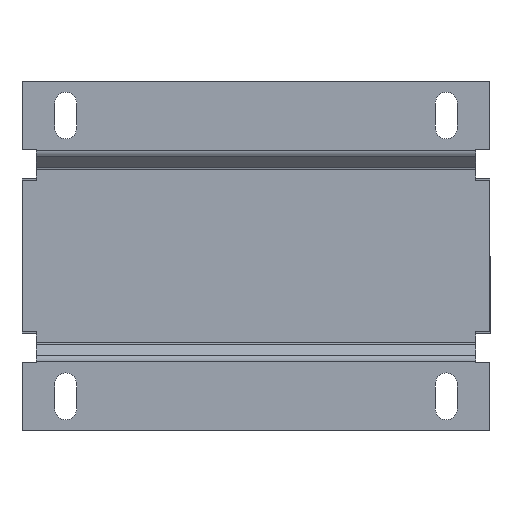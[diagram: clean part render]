
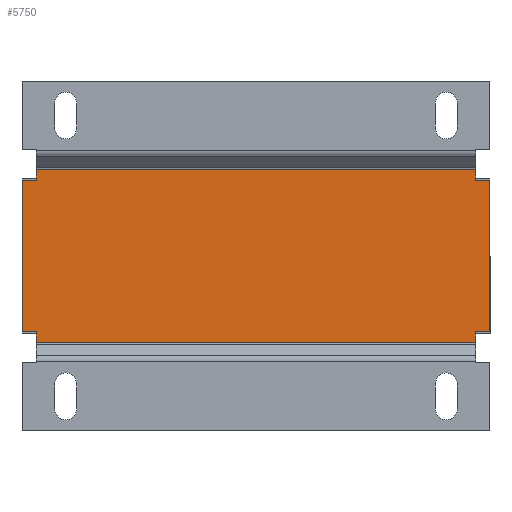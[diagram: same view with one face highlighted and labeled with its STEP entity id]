
A CAD part, front view. The second image highlights one B-rep face of the part: STEP entity #5750.
In plain terms, the highlighted planar face has unit normal (0, -1, 0).
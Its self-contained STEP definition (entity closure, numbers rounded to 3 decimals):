
#84 = CARTESIAN_POINT ( 'NONE',  ( -75., -64.5, -56. ) ) ;
#109 = CARTESIAN_POINT ( 'NONE',  ( 75., -64.5, -24.25 ) ) ;
#160 = DIRECTION ( 'NONE',  ( 0., 0., 1. ) ) ;
#182 = CARTESIAN_POINT ( 'NONE',  ( 0., -64.5, 24.25 ) ) ;
#185 = LINE ( 'NONE', #182, #856 ) ;
#188 = LINE ( 'NONE', #5534, #3140 ) ;
#193 = CARTESIAN_POINT ( 'NONE',  ( 0., -64.5, -27.757 ) ) ;
#274 = CARTESIAN_POINT ( 'NONE',  ( -75., -64.5, 24.25 ) ) ;
#280 = DIRECTION ( 'NONE',  ( 0., 0., -1. ) ) ;
#343 = CARTESIAN_POINT ( 'NONE',  ( 0., -64.5, 0. ) ) ;
#427 = ORIENTED_EDGE ( 'NONE', *, *, #2463, .F. ) ;
#530 = ORIENTED_EDGE ( 'NONE', *, *, #6728, .T. ) ;
#599 = VERTEX_POINT ( 'NONE', #3786 ) ;
#856 = VECTOR ( 'NONE', #3240, 1000. ) ;
#930 = EDGE_CURVE ( 'Defeature ausgef�hrt1_88+Defeature ausgef�hrt1_61+Defeature ausgef�hrt1_76+Defeature ausgef�hrt1_62', #5181, #7679, #1348, .T. ) ;
#982 = ORIENTED_EDGE ( 'NONE', *, *, #3802, .T. ) ;
#1101 = DIRECTION ( 'NONE',  ( 0., 0., 1. ) ) ;
#1168 = EDGE_CURVE ( 'Defeature ausgef�hrt1_88+Defeature ausgef�hrt1_64+Defeature ausgef�hrt1_85+Defeature ausgef�hrt1_65', #2419, #2859, #2679, .T. ) ;
#1202 = ORIENTED_EDGE ( 'NONE', *, *, #2566, .T. ) ;
#1242 = VECTOR ( 'NONE', #160, 1000. ) ;
#1325 = EDGE_CURVE ( 'Defeature ausgef�hrt1_91+Defeature ausgef�hrt1_88+Defeature ausgef�hrt1_59+Defeature ausgef�hrt1_65', #3335, #1658, #5718, .T. ) ;
#1348 = LINE ( 'NONE', #7186, #7806 ) ;
#1380 = DIRECTION ( 'NONE',  ( 1., 0., 0. ) ) ;
#1398 = ORIENTED_EDGE ( 'NONE', *, *, #4763, .T. ) ;
#1473 = VERTEX_POINT ( 'NONE', #6089 ) ;
#1546 = CARTESIAN_POINT ( 'NONE',  ( 0., -64.5, 24.25 ) ) ;
#1624 = LINE ( 'NONE', #84, #1242 ) ;
#1631 = CARTESIAN_POINT ( 'NONE',  ( 0., -64.5, -24.25 ) ) ;
#1658 = VERTEX_POINT ( 'NONE', #109 ) ;
#1713 = CARTESIAN_POINT ( 'NONE',  ( 70.5, -64.5, 0. ) ) ;
#1720 = CARTESIAN_POINT ( 'NONE',  ( 0., -64.5, -24.25 ) ) ;
#1979 = ORIENTED_EDGE ( 'NONE', *, *, #1325, .F. ) ;
#2049 = DIRECTION ( 'NONE',  ( 0., 0., 1. ) ) ;
#2180 = CARTESIAN_POINT ( 'NONE',  ( 0., -64.5, 27.757 ) ) ;
#2242 = DIRECTION ( 'NONE',  ( 1., 0., 0. ) ) ;
#2317 = VECTOR ( 'NONE', #5782, 1000. ) ;
#2326 = DIRECTION ( 'NONE',  ( 1., 0., 0. ) ) ;
#2419 = VERTEX_POINT ( 'NONE', #6967 ) ;
#2463 = EDGE_CURVE ( 'Defeature ausgef�hrt1_76+Defeature ausgef�hrt1_88+Defeature ausgef�hrt1_61+Defeature ausgef�hrt1_57', #5181, #6721, #3688, .T. ) ;
#2550 = ORIENTED_EDGE ( 'NONE', *, *, #1168, .T. ) ;
#2566 = EDGE_CURVE ( 'Defeature ausgef�hrt1_88+Defeature ausgef�hrt1_65+Defeature ausgef�hrt1_64+Defeature ausgef�hrt1_91', #2859, #1658, #4829, .T. ) ;
#2672 = ORIENTED_EDGE ( 'NONE', *, *, #930, .T. ) ;
#2679 = LINE ( 'NONE', #7429, #4199 ) ;
#2859 = VERTEX_POINT ( 'NONE', #4815 ) ;
#2950 = LINE ( 'NONE', #1713, #5807 ) ;
#3140 = VECTOR ( 'NONE', #7273, 1000. ) ;
#3240 = DIRECTION ( 'NONE',  ( -1., 0., 0. ) ) ;
#3335 = VERTEX_POINT ( 'NONE', #5542 ) ;
#3373 = VERTEX_POINT ( 'NONE', #4109 ) ;
#3402 = FACE_OUTER_BOUND ( 'NONE', #3799, .T. ) ;
#3448 = ORIENTED_EDGE ( 'NONE', *, *, #3936, .T. ) ;
#3517 = VECTOR ( 'NONE', #2326, 1000. ) ;
#3656 = CARTESIAN_POINT ( 'NONE',  ( -70.5, -64.5, 27.757 ) ) ;
#3688 = LINE ( 'NONE', #2180, #7864 ) ;
#3697 = EDGE_CURVE ( 'Defeature ausgef�hrt1_88+Defeature ausgef�hrt1_56+Defeature ausgef�hrt1_89+Defeature ausgef�hrt1_54', #3373, #1473, #7698, .T. ) ;
#3718 = VECTOR ( 'NONE', #280, 1000. ) ;
#3786 = CARTESIAN_POINT ( 'NONE',  ( 70.5, -64.5, 24.25 ) ) ;
#3799 = EDGE_LOOP ( 'NONE', ( #1398, #982, #427, #2672, #6876, #5206, #4762, #3448, #530, #2550, #1202, #1979 ) ) ;
#3802 = EDGE_CURVE ( 'Defeature ausgef�hrt1_88+Defeature ausgef�hrt1_57+Defeature ausgef�hrt1_59+Defeature ausgef�hrt1_76', #599, #6721, #2950, .T. ) ;
#3936 = EDGE_CURVE ( 'Defeature ausgef�hrt1_88+Defeature ausgef�hrt1_54+Defeature ausgef�hrt1_56+Defeature ausgef�hrt1_85', #1473, #5895, #188, .T. ) ;
#4055 = EDGE_CURVE ( 'Defeature ausgef�hrt1_89+Defeature ausgef�hrt1_88+Defeature ausgef�hrt1_56+Defeature ausgef�hrt1_62', #3373, #4261, #1624, .T. ) ;
#4109 = CARTESIAN_POINT ( 'NONE',  ( -75., -64.5, -24.25 ) ) ;
#4199 = VECTOR ( 'NONE', #2049, 1000. ) ;
#4261 = VERTEX_POINT ( 'NONE', #274 ) ;
#4762 = ORIENTED_EDGE ( 'NONE', *, *, #3697, .T. ) ;
#4763 = EDGE_CURVE ( 'Defeature ausgef�hrt1_88+Defeature ausgef�hrt1_59+Defeature ausgef�hrt1_91+Defeature ausgef�hrt1_57', #3335, #599, #185, .T. ) ;
#4815 = CARTESIAN_POINT ( 'NONE',  ( 70.5, -64.5, -24.25 ) ) ;
#4829 = LINE ( 'NONE', #1720, #3517 ) ;
#5181 = VERTEX_POINT ( 'NONE', #3656 ) ;
#5206 = ORIENTED_EDGE ( 'NONE', *, *, #4055, .F. ) ;
#5248 = DIRECTION ( 'NONE',  ( 1., 0., 0. ) ) ;
#5366 = LINE ( 'NONE', #1546, #2317 ) ;
#5534 = CARTESIAN_POINT ( 'NONE',  ( -70.5, -64.5, 0. ) ) ;
#5542 = CARTESIAN_POINT ( 'NONE',  ( 75., -64.5, 24.25 ) ) ;
#5718 = LINE ( 'NONE', #6384, #3718 ) ;
#5750 = ADVANCED_FACE ( 'Defeature ausgef�hrt1_88', ( #3402 ), #7717, .F. ) ;
#5782 = DIRECTION ( 'NONE',  ( -1., 0., 0. ) ) ;
#5807 = VECTOR ( 'NONE', #1101, 1000. ) ;
#5833 = VECTOR ( 'NONE', #1380, 1000. ) ;
#5895 = VERTEX_POINT ( 'NONE', #6598 ) ;
#6002 = DIRECTION ( 'NONE',  ( 0., 0., -1. ) ) ;
#6089 = CARTESIAN_POINT ( 'NONE',  ( -70.5, -64.5, -24.25 ) ) ;
#6202 = LINE ( 'NONE', #193, #5833 ) ;
#6330 = EDGE_CURVE ( 'Defeature ausgef�hrt1_88+Defeature ausgef�hrt1_62+Defeature ausgef�hrt1_61+Defeature ausgef�hrt1_89', #7679, #4261, #5366, .T. ) ;
#6384 = CARTESIAN_POINT ( 'NONE',  ( 75., -64.5, -56. ) ) ;
#6450 = DIRECTION ( 'NONE',  ( 0., 1., 0. ) ) ;
#6470 = VECTOR ( 'NONE', #2242, 1000. ) ;
#6598 = CARTESIAN_POINT ( 'NONE',  ( -70.5, -64.5, -27.757 ) ) ;
#6691 = CARTESIAN_POINT ( 'NONE',  ( 70.5, -64.5, 27.757 ) ) ;
#6698 = CARTESIAN_POINT ( 'NONE',  ( -70.5, -64.5, 24.25 ) ) ;
#6721 = VERTEX_POINT ( 'NONE', #6691 ) ;
#6728 = EDGE_CURVE ( 'Defeature ausgef�hrt1_88+Defeature ausgef�hrt1_85+Defeature ausgef�hrt1_54+Defeature ausgef�hrt1_64', #5895, #2419, #6202, .T. ) ;
#6876 = ORIENTED_EDGE ( 'NONE', *, *, #6330, .T. ) ;
#6967 = CARTESIAN_POINT ( 'NONE',  ( 70.5, -64.5, -27.757 ) ) ;
#7049 = DIRECTION ( 'NONE',  ( -1., 0., 0. ) ) ;
#7186 = CARTESIAN_POINT ( 'NONE',  ( -70.5, -64.5, 0. ) ) ;
#7248 = AXIS2_PLACEMENT_3D ( 'NONE', #343, #6450, #7049 ) ;
#7273 = DIRECTION ( 'NONE',  ( 0., 0., -1. ) ) ;
#7429 = CARTESIAN_POINT ( 'NONE',  ( 70.5, -64.5, 0. ) ) ;
#7679 = VERTEX_POINT ( 'NONE', #6698 ) ;
#7698 = LINE ( 'NONE', #1631, #6470 ) ;
#7717 = PLANE ( 'NONE',  #7248 ) ;
#7806 = VECTOR ( 'NONE', #6002, 1000. ) ;
#7864 = VECTOR ( 'NONE', #5248, 1000. ) ;
